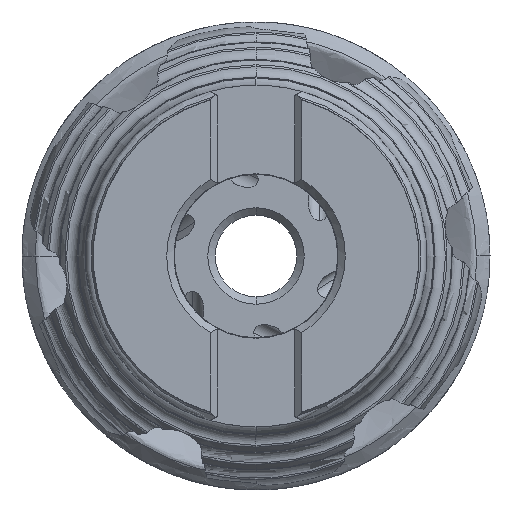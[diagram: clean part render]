
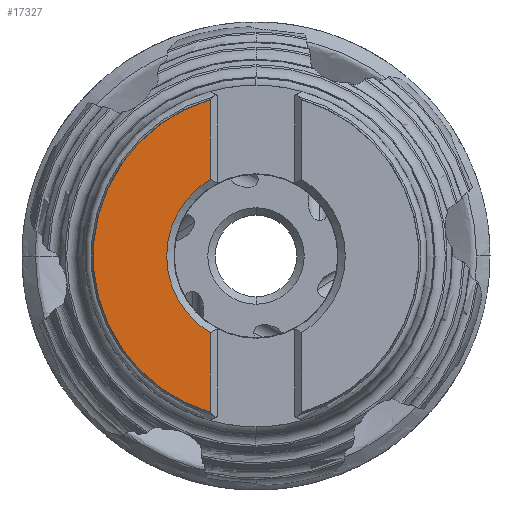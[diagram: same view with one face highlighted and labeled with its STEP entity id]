
A CAD part, left-side view. The second image highlights one B-rep face of the part: STEP entity #17327.
In plain terms, the highlighted planar face has unit normal (-1, 0, 0).
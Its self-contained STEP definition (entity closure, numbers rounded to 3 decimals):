
#685 = CIRCLE ( 'NONE', #13977, 12.025 ) ;
#686 = DIRECTION ( 'NONE',  ( -1., 0., 0. ) ) ;
#1052 = ORIENTED_EDGE ( 'NONE', *, *, #7718, .F. ) ;
#1304 = AXIS2_PLACEMENT_3D ( 'NONE', #20250, #20319, #16932 ) ;
#1423 = CARTESIAN_POINT ( 'NONE',  ( -39.2, 6.15, 10.333 ) ) ;
#1974 = VECTOR ( 'NONE', #19202, 1000. ) ;
#4076 = VERTEX_POINT ( 'NONE', #10973 ) ;
#4718 = AXIS2_PLACEMENT_3D ( 'NONE', #19578, #8067, #9637 ) ;
#4797 = CARTESIAN_POINT ( 'NONE',  ( -39.2, 6.15, -25. ) ) ;
#4905 = VECTOR ( 'NONE', #13083, 1000. ) ;
#5092 = ORIENTED_EDGE ( 'NONE', *, *, #12368, .T. ) ;
#5400 = LINE ( 'NONE', #18992, #1974 ) ;
#5655 = CARTESIAN_POINT ( 'NONE',  ( -39.2, 6.15, 21.039 ) ) ;
#6217 = ORIENTED_EDGE ( 'NONE', *, *, #6677, .F. ) ;
#6677 = EDGE_CURVE ( 'NONE', #4076, #16139, #7278, .T. ) ;
#7278 = LINE ( 'NONE', #4797, #4905 ) ;
#7429 = EDGE_CURVE ( 'NONE', #13006, #16077, #5400, .T. ) ;
#7718 = EDGE_CURVE ( 'NONE', #16077, #4076, #685, .T. ) ;
#7927 = PLANE ( 'NONE',  #4718 ) ;
#8067 = DIRECTION ( 'NONE',  ( 1., 0., 0. ) ) ;
#8824 = CARTESIAN_POINT ( 'NONE',  ( -39.2, 0., 0. ) ) ;
#9045 = DIRECTION ( 'NONE',  ( 0., 0., -1. ) ) ;
#9281 = FACE_OUTER_BOUND ( 'NONE', #15646, .T. ) ;
#9637 = DIRECTION ( 'NONE',  ( 0., 0., -1. ) ) ;
#10973 = CARTESIAN_POINT ( 'NONE',  ( -39.2, 6.15, -10.333 ) ) ;
#12368 = EDGE_CURVE ( 'NONE', #13006, #16139, #12657, .T. ) ;
#12657 = CIRCLE ( 'NONE', #1304, 21.92 ) ;
#13006 = VERTEX_POINT ( 'NONE', #5655 ) ;
#13083 = DIRECTION ( 'NONE',  ( 0., 0., -1. ) ) ;
#13977 = AXIS2_PLACEMENT_3D ( 'NONE', #8824, #686, #9045 ) ;
#14883 = ORIENTED_EDGE ( 'NONE', *, *, #7429, .F. ) ;
#14946 = CARTESIAN_POINT ( 'NONE',  ( -39.2, 6.15, -21.039 ) ) ;
#15646 = EDGE_LOOP ( 'NONE', ( #5092, #6217, #1052, #14883 ) ) ;
#16077 = VERTEX_POINT ( 'NONE', #1423 ) ;
#16139 = VERTEX_POINT ( 'NONE', #14946 ) ;
#16932 = DIRECTION ( 'NONE',  ( 0., 0., -1. ) ) ;
#17327 = ADVANCED_FACE ( 'NONE', ( #9281 ), #7927, .F. ) ;
#18992 = CARTESIAN_POINT ( 'NONE',  ( -39.2, 6.15, -25. ) ) ;
#19202 = DIRECTION ( 'NONE',  ( 0., 0., -1. ) ) ;
#19578 = CARTESIAN_POINT ( 'NONE',  ( -39.2, 0., 0. ) ) ;
#20250 = CARTESIAN_POINT ( 'NONE',  ( -39.2, 0., 0. ) ) ;
#20319 = DIRECTION ( 'NONE',  ( -1., 0., 0. ) ) ;
